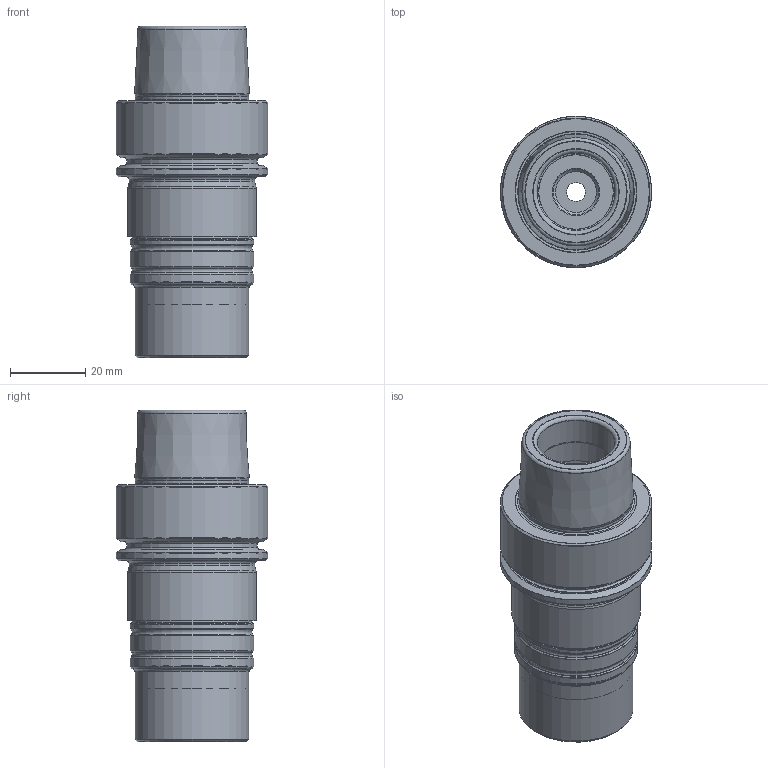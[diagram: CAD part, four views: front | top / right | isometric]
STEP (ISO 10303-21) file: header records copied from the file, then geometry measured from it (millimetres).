
FILE_DESCRIPTION(/* description */ (''),/* implementation_level */ '2;1');
FILE_NAME(/* name */ '454012548.stp',/* time_stamp */ '2021-01-08T12:42:03',/* author */ ('LRA'),/* organization */ ('REGO-FIX'),/* preprocessor_version */ ' Unknown',/* originating_system */ 'SIEMENS PLM Software Solid Edge ST10',/* authorization */ 'Unknown');
FILE_SCHEMA (('AUTOMOTIVE_DESIGN { 1 0 10303 214 2 1 1}'));
Length unit declared in the file: millimetre
Products named in the file (1): NOCUT
Bounding box: 40.3 x 40.3 x 88.2 mm (x, y, z)
Volume: 99785 mm3; surface area: 34317.1 mm2
Topology: 2 solids, 2 shells, 126 faces, 247 edges, 140 vertices
Faces by surface type: cone 42, cylinder 35, torus 30, plane 19
Full cylindrical faces by diameter (mm): 5 x2, 10.917 x2, 13 x2, 18 x2, 20.7 x2, 21 x2, 25.5 x2, 29.909 x1, 30 x2, 30.11 x1, 30.3 x1, 32.5 x3, 32.8 x3, 33.3 x2, 34 x1, 34.3 x1, 34.8 x2, 40 x2, 40.3 x2
Entity records: 3451 total; most frequent: DIRECTION 512, CARTESIAN_POINT 382, AXIS2_PLACEMENT_3D 256, ORIENTED_EDGE 252, EDGE_LOOP 252, FACE_BOUND 252, EDGE_CURVE 126, VERTEX_POINT 126
